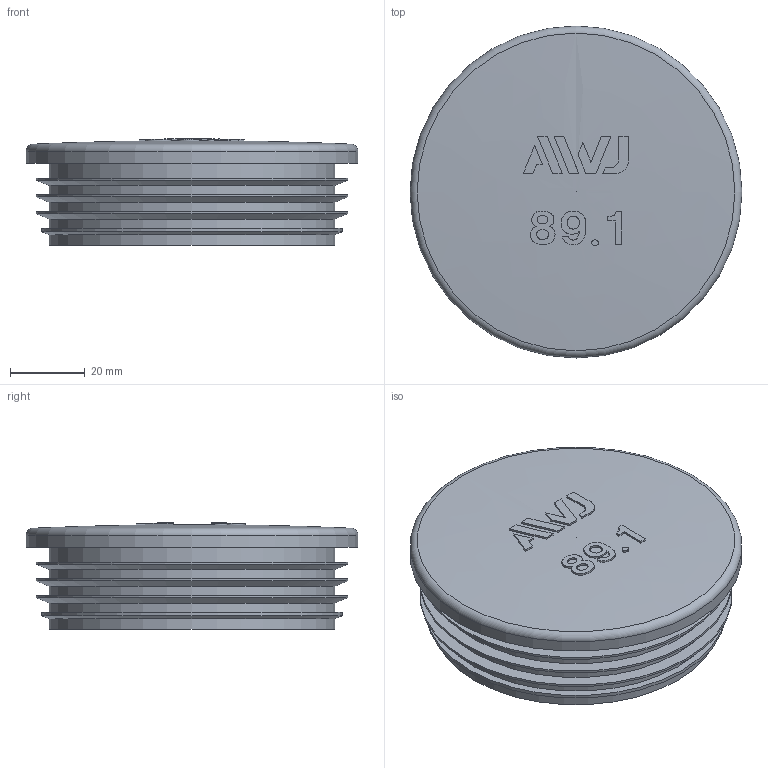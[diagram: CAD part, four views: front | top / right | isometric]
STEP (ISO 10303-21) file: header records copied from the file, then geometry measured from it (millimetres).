
FILE_DESCRIPTION( ( 'STEP AP203' ), '1' );
FILE_NAME( '80A.step', '2022-07-25T07:56:30', ( ' ' ), ( ' ' ), 'XStep 1.0', ' ', ' ' );
FILE_SCHEMA( ( 'CONFIG_CONTROL_DESIGN' ) );
Length unit declared in the file: millimetre
Products named in the file (1): 1
Bounding box: 89.1 x 89.1 x 28.5 mm (x, y, z)
Volume: 45487.1 mm3; surface area: 29549.7 mm2
Topology: 1 solids, 1 shells, 83 faces, 184 edges, 119 vertices
Faces by surface type: plane 40, bspline 13, cylinder 12, extrusion 11, cone 5, torus 2
Full cylindrical faces by diameter (mm): 76.7 x5, 80.7 x1, 83.7 x3, 89.1 x1
Entity records: 3441 total; most frequent: CARTESIAN_POINT 1876, ORIENTED_EDGE 316, DIRECTION 221, EDGE_CURVE 158, EDGE_LOOP 122, VERTEX_POINT 117, B_SPLINE_CURVE_WITH_KNOTS 103, FACE_OUTER_BOUND 99
